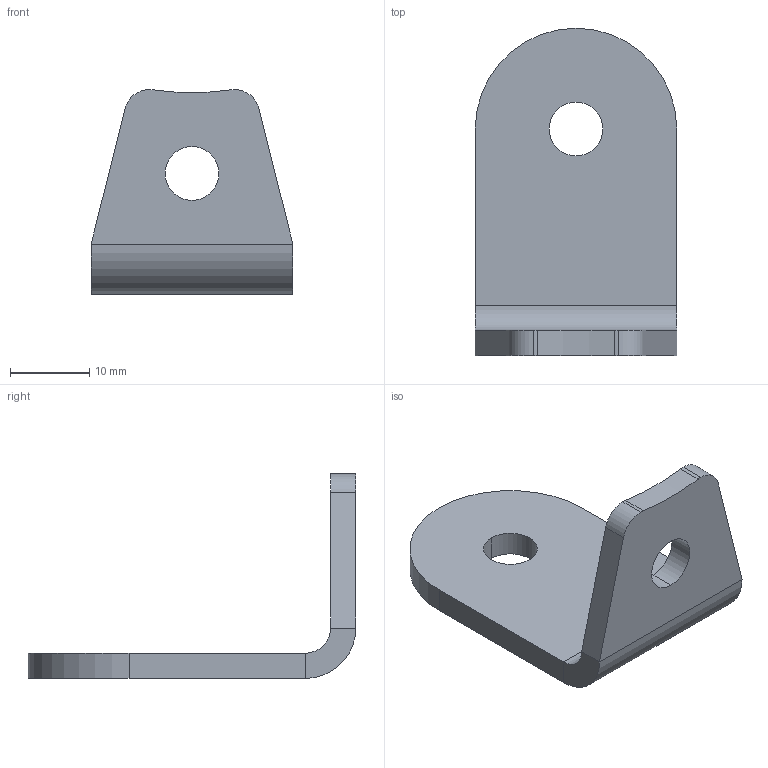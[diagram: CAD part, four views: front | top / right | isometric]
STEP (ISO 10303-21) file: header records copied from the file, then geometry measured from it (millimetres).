
FILE_DESCRIPTION (( 'STEP AP214' ), '1' );
FILE_NAME ('BRKT-90A-125T-2X250C Bracket, Thrust Chamber Mounting, Mojave Sphinx.STEP', '2024-08-17T20:14:19', ( '' ), ( '' ), 'SwSTEP 2.0', 'SolidWorks 2022', '' );
FILE_SCHEMA (( 'AUTOMOTIVE_DESIGN' ));
Length unit declared in the file: inch
Products named in the file (1): BRKT-90A-125T-2X250C Bracket, Thrust Chamber Mounting, Mojave Sphinx
Bounding box: 25.4 x 41.27 x 25.81 mm (x, y, z)
Volume: 4223.1 mm3; surface area: 3283.3 mm2
Topology: 1 solids, 1 shells, 23 faces, 55 edges, 34 vertices
Faces by surface type: cylinder 13, plane 10
Entity records: 719 total; most frequent: DIRECTION 129, CARTESIAN_POINT 113, ORIENTED_EDGE 110, EDGE_CURVE 55, AXIS2_PLACEMENT_3D 50, VERTEX_POINT 34, VECTOR 29, LINE 29
